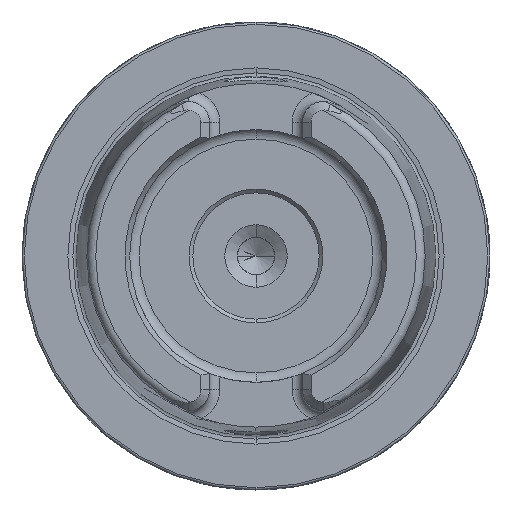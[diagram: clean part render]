
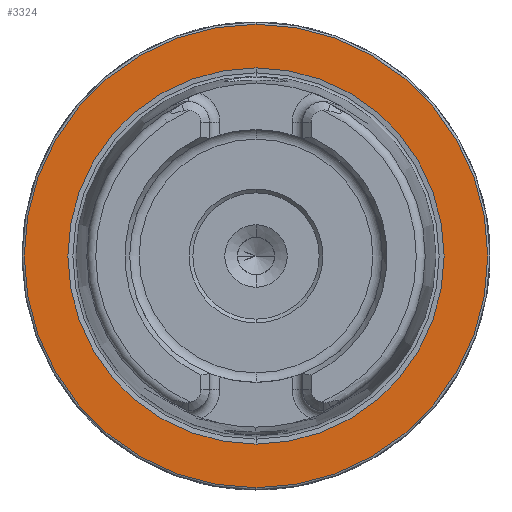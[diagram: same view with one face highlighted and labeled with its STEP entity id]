
A CAD part, left-side view. The second image highlights one B-rep face of the part: STEP entity #3324.
In plain terms, the highlighted planar face has unit normal (-1, 0, 0).
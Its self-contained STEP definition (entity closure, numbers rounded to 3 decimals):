
#466 = EDGE_CURVE ( 'NONE', #11025, #11024, #6684, .T. ) ;
#467 = EDGE_CURVE ( 'NONE', #11022, #11017, #6685, .T. ) ;
#2897 = CIRCLE ( 'NONE', #8404, 25.324 ) ;
#2906 = CIRCLE ( 'NONE', #8407, 31.2 ) ;
#3324 = ADVANCED_FACE ( 'NONE', ( #13369, #13370 ), #12990, .F. ) ;
#4278 = CARTESIAN_POINT ( 'NONE',  ( 0., 0., 0. ) ) ;
#4279 = DIRECTION ( 'NONE',  ( -1., 0., 0. ) ) ;
#4280 = DIRECTION ( 'NONE',  ( 0., 0., 1. ) ) ;
#4288 = CARTESIAN_POINT ( 'NONE',  ( 0., 0., 0. ) ) ;
#4289 = DIRECTION ( 'NONE',  ( -1., 0., 0. ) ) ;
#4290 = DIRECTION ( 'NONE',  ( 0., 0., 1. ) ) ;
#5197 = AXIS2_PLACEMENT_3D ( 'NONE', #14516, #14515, #14518 ) ;
#5198 = AXIS2_PLACEMENT_3D ( 'NONE', #14521, #14522, #14519 ) ;
#6684 = CIRCLE ( 'NONE', #5197, 31.2 ) ;
#6685 = CIRCLE ( 'NONE', #5198, 25.324 ) ;
#8404 = AXIS2_PLACEMENT_3D ( 'NONE', #4278, #4279, #4280 ) ;
#8407 = AXIS2_PLACEMENT_3D ( 'NONE', #4288, #4289, #4290 ) ;
#9937 = EDGE_CURVE ( 'NONE', #11017, #11022, #2897, .T. ) ;
#9941 = EDGE_CURVE ( 'NONE', #11024, #11025, #2906, .T. ) ;
#10334 = CARTESIAN_POINT ( 'NONE',  ( 0., 0., -25.324 ) ) ;
#10339 = CARTESIAN_POINT ( 'NONE',  ( 0., 0., 25.324 ) ) ;
#10341 = CARTESIAN_POINT ( 'NONE',  ( 0., 0., 31.2 ) ) ;
#10342 = CARTESIAN_POINT ( 'NONE',  ( 0., 0., -31.2 ) ) ;
#10767 = EDGE_LOOP ( 'NONE', ( #11638, #11639 ) ) ;
#10771 = EDGE_LOOP ( 'NONE', ( #11640, #11641 ) ) ;
#11017 = VERTEX_POINT ( 'NONE', #10334 ) ;
#11022 = VERTEX_POINT ( 'NONE', #10339 ) ;
#11024 = VERTEX_POINT ( 'NONE', #10341 ) ;
#11025 = VERTEX_POINT ( 'NONE', #10342 ) ;
#11638 = ORIENTED_EDGE ( 'NONE', *, *, #467, .F. ) ;
#11639 = ORIENTED_EDGE ( 'NONE', *, *, #9937, .F. ) ;
#11640 = ORIENTED_EDGE ( 'NONE', *, *, #9941, .T. ) ;
#11641 = ORIENTED_EDGE ( 'NONE', *, *, #466, .T. ) ;
#11968 = AXIS2_PLACEMENT_3D ( 'NONE', #12988, #12980, #12992 ) ;
#12980 = DIRECTION ( 'NONE',  ( 1., 0., 0. ) ) ;
#12988 = CARTESIAN_POINT ( 'NONE',  ( 0., 31.2, 0. ) ) ;
#12990 = PLANE ( 'NONE',  #11968 ) ;
#12992 = DIRECTION ( 'NONE',  ( 0., 0., -1. ) ) ;
#13369 = FACE_BOUND ( 'NONE', #10767, .T. ) ;
#13370 = FACE_OUTER_BOUND ( 'NONE', #10771, .T. ) ;
#14515 = DIRECTION ( 'NONE',  ( -1., 0., 0. ) ) ;
#14516 = CARTESIAN_POINT ( 'NONE',  ( 0., 0., 0. ) ) ;
#14518 = DIRECTION ( 'NONE',  ( 0., 0., 1. ) ) ;
#14519 = DIRECTION ( 'NONE',  ( 0., 0., 1. ) ) ;
#14521 = CARTESIAN_POINT ( 'NONE',  ( 0., 0., 0. ) ) ;
#14522 = DIRECTION ( 'NONE',  ( -1., 0., 0. ) ) ;
